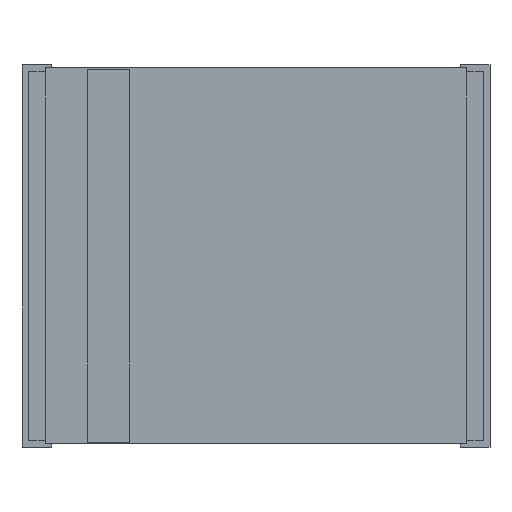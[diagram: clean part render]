
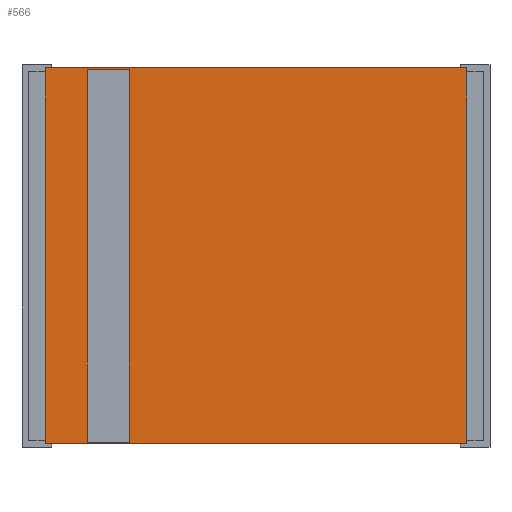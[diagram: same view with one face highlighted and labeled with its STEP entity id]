
A CAD part, top view. The second image highlights one B-rep face of the part: STEP entity #566.
In plain terms, the highlighted planar face has unit normal (0, 0, 1).
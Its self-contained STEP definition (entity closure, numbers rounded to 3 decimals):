
#26=FACE_OUTER_BOUND('',#58,.T.);
#58=EDGE_LOOP('',(#369,#370,#371,#372));
#87=LINE('',#795,#159);
#91=LINE('',#802,#163);
#94=LINE('',#808,#166);
#96=LINE('',#811,#168);
#159=VECTOR('',#652,3.25);
#163=VECTOR('',#658,2.896);
#166=VECTOR('',#663,3.25);
#168=VECTOR('',#667,2.896);
#231=VERTEX_POINT('',#792);
#232=VERTEX_POINT('',#794);
#234=VERTEX_POINT('',#800);
#236=VERTEX_POINT('',#806);
#279=EDGE_CURVE('',#232,#231,#87,.T.);
#283=EDGE_CURVE('',#231,#234,#91,.T.);
#286=EDGE_CURVE('',#234,#236,#94,.T.);
#288=EDGE_CURVE('',#236,#232,#96,.T.);
#369=ORIENTED_EDGE('',*,*,#279,.T.);
#370=ORIENTED_EDGE('',*,*,#283,.T.);
#371=ORIENTED_EDGE('',*,*,#286,.T.);
#372=ORIENTED_EDGE('',*,*,#288,.T.);
#498=PLANE('',#616);
#566=ADVANCED_FACE('',(#26),#498,.T.);
#616=AXIS2_PLACEMENT_3D('',#813,#670,#671);
#652=DIRECTION('',(1.,0.,0.));
#658=DIRECTION('',(0.,1.,0.));
#663=DIRECTION('',(-1.,0.,0.));
#667=DIRECTION('',(0.,-1.,0.));
#670=DIRECTION('center_axis',(0.,0.,1.));
#671=DIRECTION('ref_axis',(0.,1.,0.));
#792=CARTESIAN_POINT('',(1.625,-1.448,0.813));
#794=CARTESIAN_POINT('',(-1.625,-1.448,0.813));
#795=CARTESIAN_POINT('',(-1.625,-1.448,0.813));
#800=CARTESIAN_POINT('',(1.625,1.448,0.813));
#802=CARTESIAN_POINT('',(1.625,-1.448,0.813));
#806=CARTESIAN_POINT('',(-1.625,1.448,0.813));
#808=CARTESIAN_POINT('',(1.625,1.448,0.813));
#811=CARTESIAN_POINT('',(-1.625,1.448,0.813));
#813=CARTESIAN_POINT('Origin',(-1.625,-1.448,0.813));
